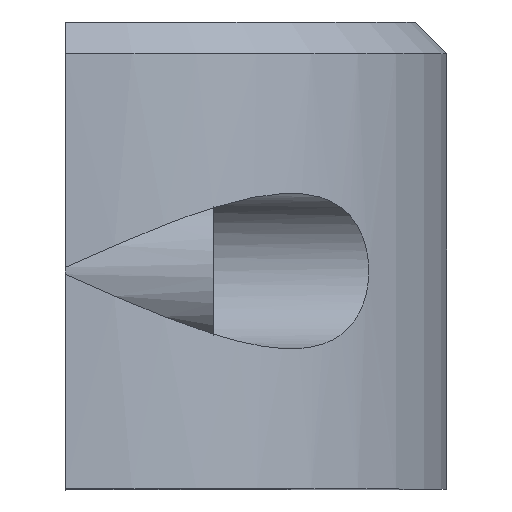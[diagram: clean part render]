
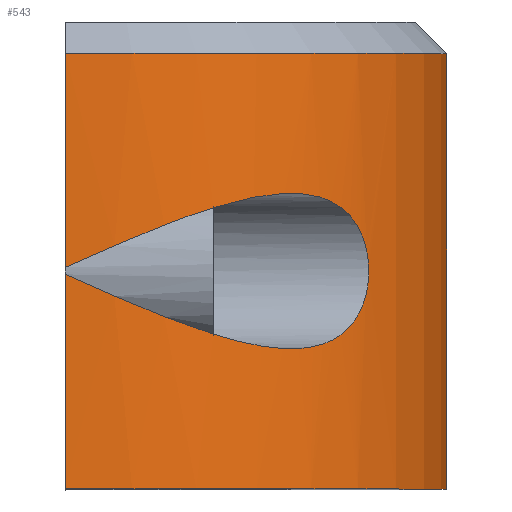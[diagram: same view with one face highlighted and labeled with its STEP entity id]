
A CAD part, top view. The second image highlights one B-rep face of the part: STEP entity #543.
In plain terms, the highlighted cylindrical face has radius 25 mm (diameter 50 mm), a partial arc.
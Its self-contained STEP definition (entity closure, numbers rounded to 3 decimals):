
#16=B_SPLINE_CURVE_WITH_KNOTS('',3,(#866,#867,#868,#869,#870,#871),
 .UNSPECIFIED.,.F.,.F.,(4,2,4),(4.07,4.31,5.073),
 .UNSPECIFIED.);
#17=B_SPLINE_CURVE_WITH_KNOTS('',3,(#874,#875,#876,#877,#878,#879),
 .UNSPECIFIED.,.F.,.F.,(4,2,4),(0.054,0.818,1.057),
 .UNSPECIFIED.);
#18=B_SPLINE_CURVE_WITH_KNOTS('',3,(#882,#883,#884,#885,#886,#887),
 .UNSPECIFIED.,.F.,.F.,(4,2,4),(4.07,4.31,5.073),
 .UNSPECIFIED.);
#19=B_SPLINE_CURVE_WITH_KNOTS('',3,(#890,#891,#892,#893,#894,#895),
 .UNSPECIFIED.,.F.,.F.,(4,2,4),(0.054,0.818,1.057),
 .UNSPECIFIED.);
#20=B_SPLINE_CURVE_WITH_KNOTS('',3,(#897,#898,#899,#900,#901,#902,#903,
#904,#905,#906,#907,#908,#909,#910,#911,#912,#913,#914,#915,#916,#917,#918,
#919,#920,#921,#922),.UNSPECIFIED.,.F.,.F.,(4,2,2,2,2,2,2,2,2,2,2,2,4),
(1.057,1.226,1.635,1.917,2.2,
2.382,2.564,2.746,2.928,3.21,
3.492,3.901,4.07),.UNSPECIFIED.);
#21=B_SPLINE_CURVE_WITH_KNOTS('',3,(#924,#925,#926,#927,#928,#929,#930,
#931,#932,#933,#934,#935,#936,#937,#938,#939,#940,#941,#942,#943,#944,#945,
#946,#947,#948,#949),.UNSPECIFIED.,.F.,.F.,(4,2,2,2,2,2,2,2,2,2,2,2,4),
(1.057,1.226,1.635,1.917,2.2,
2.382,2.564,2.746,2.928,3.21,
3.492,3.901,4.07),.UNSPECIFIED.);
#25=CYLINDRICAL_SURFACE('',#584,25.);
#51=FACE_OUTER_BOUND('',#84,.T.);
#84=EDGE_LOOP('',(#390,#391,#392,#393,#394,#395,#396,#397,#398,#399,#400,
#401));
#120=CIRCLE('',#585,25.);
#121=CIRCLE('',#586,25.);
#156=LINE('',#833,#192);
#157=LINE('',#836,#193);
#161=LINE('',#852,#197);
#162=LINE('',#855,#198);
#192=VECTOR('',#648,10.);
#193=VECTOR('',#651,10.);
#197=VECTOR('',#659,10.);
#198=VECTOR('',#662,10.);
#226=VERTEX_POINT('',#822);
#229=VERTEX_POINT('',#828);
#230=VERTEX_POINT('',#832);
#231=VERTEX_POINT('',#834);
#234=VERTEX_POINT('',#841);
#237=VERTEX_POINT('',#849);
#238=VERTEX_POINT('',#851);
#239=VERTEX_POINT('',#853);
#243=VERTEX_POINT('',#865);
#244=VERTEX_POINT('',#872);
#245=VERTEX_POINT('',#881);
#246=VERTEX_POINT('',#888);
#283=EDGE_CURVE('',#230,#229,#156,.T.);
#285=EDGE_CURVE('',#226,#231,#157,.T.);
#291=EDGE_CURVE('',#238,#237,#161,.T.);
#293=EDGE_CURVE('',#234,#239,#162,.T.);
#298=EDGE_CURVE('',#243,#230,#16,.T.);
#300=EDGE_CURVE('',#231,#244,#17,.T.);
#301=EDGE_CURVE('',#245,#238,#18,.T.);
#303=EDGE_CURVE('',#239,#246,#19,.T.);
#304=EDGE_CURVE('',#244,#243,#20,.T.);
#305=EDGE_CURVE('',#234,#229,#120,.T.);
#306=EDGE_CURVE('',#246,#245,#21,.T.);
#307=EDGE_CURVE('',#237,#226,#121,.T.);
#390=ORIENTED_EDGE('',*,*,#285,.T.);
#391=ORIENTED_EDGE('',*,*,#300,.T.);
#392=ORIENTED_EDGE('',*,*,#304,.T.);
#393=ORIENTED_EDGE('',*,*,#298,.T.);
#394=ORIENTED_EDGE('',*,*,#283,.T.);
#395=ORIENTED_EDGE('',*,*,#305,.F.);
#396=ORIENTED_EDGE('',*,*,#293,.T.);
#397=ORIENTED_EDGE('',*,*,#303,.T.);
#398=ORIENTED_EDGE('',*,*,#306,.T.);
#399=ORIENTED_EDGE('',*,*,#301,.T.);
#400=ORIENTED_EDGE('',*,*,#291,.T.);
#401=ORIENTED_EDGE('',*,*,#307,.T.);
#543=ADVANCED_FACE('',(#51),#25,.T.);
#584=AXIS2_PLACEMENT_3D('',#896,#680,#681);
#585=AXIS2_PLACEMENT_3D('',#923,#682,#683);
#586=AXIS2_PLACEMENT_3D('',#950,#684,#685);
#648=DIRECTION('',(0.,1.,0.));
#651=DIRECTION('',(0.,1.,0.));
#659=DIRECTION('',(0.,-1.,0.));
#662=DIRECTION('',(0.,-1.,0.));
#680=DIRECTION('center_axis',(0.,1.,0.));
#681=DIRECTION('ref_axis',(1.,0.,0.));
#682=DIRECTION('center_axis',(0.,1.,0.));
#683=DIRECTION('ref_axis',(1.,0.,0.));
#684=DIRECTION('center_axis',(0.,1.,0.));
#685=DIRECTION('ref_axis',(1.,0.,0.));
#822=CARTESIAN_POINT('',(70.5,0.,-44.995));
#828=CARTESIAN_POINT('',(70.5,28.,-44.995));
#832=CARTESIAN_POINT('',(70.5,14.224,-44.995));
#833=CARTESIAN_POINT('',(70.5,0.,-44.995));
#834=CARTESIAN_POINT('',(70.5,13.776,-44.995));
#836=CARTESIAN_POINT('',(70.5,0.,-44.995));
#841=CARTESIAN_POINT('',(70.5,28.,4.995));
#849=CARTESIAN_POINT('',(70.5,0.,4.995));
#851=CARTESIAN_POINT('',(70.5,13.776,4.995));
#852=CARTESIAN_POINT('',(70.5,0.,4.995));
#853=CARTESIAN_POINT('',(70.5,14.224,4.995));
#855=CARTESIAN_POINT('',(70.5,0.,4.995));
#865=CARTESIAN_POINT('',(80.,18.064,-42.913));
#866=CARTESIAN_POINT('Ctrl Pts',(80.,18.064,-42.913));
#867=CARTESIAN_POINT('Ctrl Pts',(79.266,17.834,-43.233));
#868=CARTESIAN_POINT('Ctrl Pts',(78.517,17.573,-43.518));
#869=CARTESIAN_POINT('Ctrl Pts',(75.347,16.388,-44.553));
#870=CARTESIAN_POINT('Ctrl Pts',(72.846,15.272,-44.948));
#871=CARTESIAN_POINT('Ctrl Pts',(70.5,14.224,-44.995));
#872=CARTESIAN_POINT('',(80.,9.936,-42.913));
#874=CARTESIAN_POINT('Ctrl Pts',(70.5,13.776,-44.995));
#875=CARTESIAN_POINT('Ctrl Pts',(72.846,12.728,-44.948));
#876=CARTESIAN_POINT('Ctrl Pts',(75.347,11.612,-44.553));
#877=CARTESIAN_POINT('Ctrl Pts',(78.517,10.427,-43.518));
#878=CARTESIAN_POINT('Ctrl Pts',(79.266,10.166,-43.233));
#879=CARTESIAN_POINT('Ctrl Pts',(80.,9.936,-42.913));
#881=CARTESIAN_POINT('',(80.,9.936,2.913));
#882=CARTESIAN_POINT('Ctrl Pts',(80.,9.936,2.913));
#883=CARTESIAN_POINT('Ctrl Pts',(79.266,10.166,3.233));
#884=CARTESIAN_POINT('Ctrl Pts',(78.517,10.427,3.518));
#885=CARTESIAN_POINT('Ctrl Pts',(75.347,11.612,4.553));
#886=CARTESIAN_POINT('Ctrl Pts',(72.846,12.728,4.948));
#887=CARTESIAN_POINT('Ctrl Pts',(70.5,13.776,4.995));
#888=CARTESIAN_POINT('',(80.,18.064,2.913));
#890=CARTESIAN_POINT('Ctrl Pts',(70.5,14.224,4.995));
#891=CARTESIAN_POINT('Ctrl Pts',(72.846,15.272,4.948));
#892=CARTESIAN_POINT('Ctrl Pts',(75.347,16.388,4.553));
#893=CARTESIAN_POINT('Ctrl Pts',(78.517,17.573,3.518));
#894=CARTESIAN_POINT('Ctrl Pts',(79.266,17.834,3.233));
#895=CARTESIAN_POINT('Ctrl Pts',(80.,18.064,2.913));
#896=CARTESIAN_POINT('Origin',(70.,0.,-20.));
#897=CARTESIAN_POINT('Ctrl Pts',(80.,9.936,-42.913));
#898=CARTESIAN_POINT('Ctrl Pts',(80.519,9.774,-42.686));
#899=CARTESIAN_POINT('Ctrl Pts',(81.031,9.627,-42.442));
#900=CARTESIAN_POINT('Ctrl Pts',(82.749,9.194,-41.549));
#901=CARTESIAN_POINT('Ctrl Pts',(83.91,9.,-40.818));
#902=CARTESIAN_POINT('Ctrl Pts',(85.753,9.,-39.436));
#903=CARTESIAN_POINT('Ctrl Pts',(86.537,9.1,-38.774));
#904=CARTESIAN_POINT('Ctrl Pts',(87.931,9.642,-37.447));
#905=CARTESIAN_POINT('Ctrl Pts',(88.543,10.086,-36.783));
#906=CARTESIAN_POINT('Ctrl Pts',(89.303,11.099,-35.894));
#907=CARTESIAN_POINT('Ctrl Pts',(89.565,11.609,-35.566));
#908=CARTESIAN_POINT('Ctrl Pts',(89.913,12.756,-35.118));
#909=CARTESIAN_POINT('Ctrl Pts',(90.,13.393,-35.));
#910=CARTESIAN_POINT('Ctrl Pts',(90.,14.607,-35.));
#911=CARTESIAN_POINT('Ctrl Pts',(89.913,15.244,-35.118));
#912=CARTESIAN_POINT('Ctrl Pts',(89.565,16.391,-35.566));
#913=CARTESIAN_POINT('Ctrl Pts',(89.303,16.901,-35.894));
#914=CARTESIAN_POINT('Ctrl Pts',(88.543,17.914,-36.783));
#915=CARTESIAN_POINT('Ctrl Pts',(87.931,18.358,-37.447));
#916=CARTESIAN_POINT('Ctrl Pts',(86.537,18.9,-38.774));
#917=CARTESIAN_POINT('Ctrl Pts',(85.753,19.,-39.436));
#918=CARTESIAN_POINT('Ctrl Pts',(83.91,19.,-40.818));
#919=CARTESIAN_POINT('Ctrl Pts',(82.749,18.806,-41.549));
#920=CARTESIAN_POINT('Ctrl Pts',(81.031,18.373,-42.442));
#921=CARTESIAN_POINT('Ctrl Pts',(80.519,18.226,-42.686));
#922=CARTESIAN_POINT('Ctrl Pts',(80.,18.064,-42.913));
#923=CARTESIAN_POINT('Origin',(70.,28.,-20.));
#924=CARTESIAN_POINT('Ctrl Pts',(80.,18.064,2.913));
#925=CARTESIAN_POINT('Ctrl Pts',(80.519,18.226,2.686));
#926=CARTESIAN_POINT('Ctrl Pts',(81.031,18.373,2.442));
#927=CARTESIAN_POINT('Ctrl Pts',(82.749,18.806,1.549));
#928=CARTESIAN_POINT('Ctrl Pts',(83.91,19.,0.818));
#929=CARTESIAN_POINT('Ctrl Pts',(85.753,19.,-0.564));
#930=CARTESIAN_POINT('Ctrl Pts',(86.537,18.9,-1.226));
#931=CARTESIAN_POINT('Ctrl Pts',(87.931,18.358,-2.553));
#932=CARTESIAN_POINT('Ctrl Pts',(88.543,17.914,-3.217));
#933=CARTESIAN_POINT('Ctrl Pts',(89.303,16.901,-4.106));
#934=CARTESIAN_POINT('Ctrl Pts',(89.565,16.391,-4.434));
#935=CARTESIAN_POINT('Ctrl Pts',(89.913,15.244,-4.882));
#936=CARTESIAN_POINT('Ctrl Pts',(90.,14.607,-5.));
#937=CARTESIAN_POINT('Ctrl Pts',(90.,13.393,-5.));
#938=CARTESIAN_POINT('Ctrl Pts',(89.913,12.756,-4.882));
#939=CARTESIAN_POINT('Ctrl Pts',(89.565,11.609,-4.434));
#940=CARTESIAN_POINT('Ctrl Pts',(89.303,11.099,-4.106));
#941=CARTESIAN_POINT('Ctrl Pts',(88.543,10.086,-3.217));
#942=CARTESIAN_POINT('Ctrl Pts',(87.931,9.642,-2.553));
#943=CARTESIAN_POINT('Ctrl Pts',(86.537,9.1,-1.226));
#944=CARTESIAN_POINT('Ctrl Pts',(85.753,9.,-0.564));
#945=CARTESIAN_POINT('Ctrl Pts',(83.91,9.,0.818));
#946=CARTESIAN_POINT('Ctrl Pts',(82.749,9.194,1.549));
#947=CARTESIAN_POINT('Ctrl Pts',(81.031,9.627,2.442));
#948=CARTESIAN_POINT('Ctrl Pts',(80.519,9.774,2.686));
#949=CARTESIAN_POINT('Ctrl Pts',(80.,9.936,2.913));
#950=CARTESIAN_POINT('Origin',(70.,0.,-20.));
